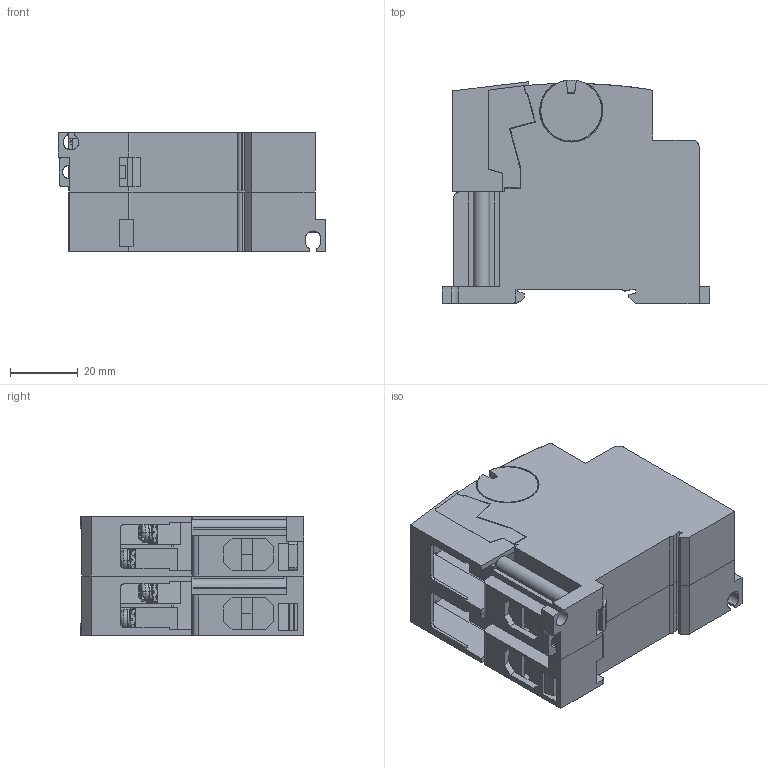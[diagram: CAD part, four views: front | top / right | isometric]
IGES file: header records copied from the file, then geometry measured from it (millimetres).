
Start section: SolidWorks IGES file using analytic representation for surfaces
Global section: file name: OUTSIDE-NC1V-2112_2131.IGS,15; native system: HSolidWorks 2012; preprocessor: SolidWorks 2012; author: 2606; date: 140327.092519; units: millimetre
Bounding box: 78.8 x 66 x 35 mm (x, y, z)
Surface area: 46844.6 mm2 (no closed solid volume)
Topology: 0 solids, 0 shells, 2054 faces, 18408 edges, 18401 vertices
Faces by surface type: bspline 1566, revolution 488
